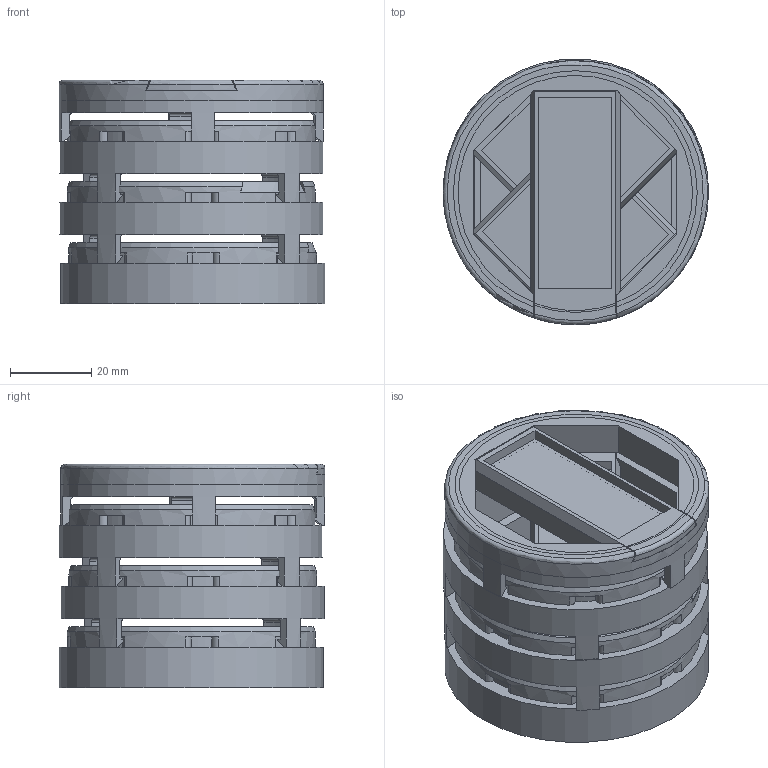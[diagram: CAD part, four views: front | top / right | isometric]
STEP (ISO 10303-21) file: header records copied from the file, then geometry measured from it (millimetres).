
FILE_DESCRIPTION(/* description */ (''),/* implementation_level */ '2;1');
FILE_NAME(/* name */ 'OpolaAssembly v14.step',/* time_stamp */ '2024-01-24T14:46:18-05:00',/* author */ (''),/* organization */ (''),/* preprocessor_version */ 'ST-DEVELOPER v20',/* originating_system */ 'Autodesk Translation Framework v12.14.0.127',/* authorisation */ '');
FILE_SCHEMA (('AUTOMOTIVE_DESIGN { 1 0 10303 214 3 1 1 }'));
Length unit declared in the file: millimetre
Products named in the file (8): OpolaAssembly; Filter; Opola_B; Opola_M_FAT; Opola_T; Opola_M; Opola_Lid_T; Opola_Lid
Assembly tree (14 placements, depth 3):
  OpolaAssembly
    Opola_Lid  x3
    Filter  x4
    Opola_B
    Opola_M_FAT  x2
    Opola_T
      Opola_M
    Opola_Lid_T
      Opola_Lid
Bounding box: 65.35 x 65.36 x 55 mm (x, y, z)
Volume: 66619.6 mm3; surface area: 54144.4 mm2
Topology: 14 solids, 14 shells, 450 faces, 1273 edges, 845 vertices
Faces by surface type: plane 268, cylinder 148, cone 20, torus 14
Full cylindrical faces by diameter (mm): 57.7 x1, 65 x5
Entity records: 10380 total; most frequent: DIRECTION 1846, CARTESIAN_POINT 1825, ORIENTED_EDGE 1742, EDGE_CURVE 871, AXIS2_PLACEMENT_3D 663, VERTEX_POINT 578, LINE 520, VECTOR 520
